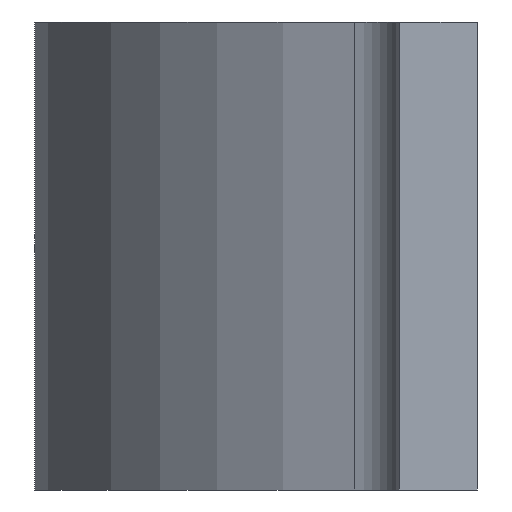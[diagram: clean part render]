
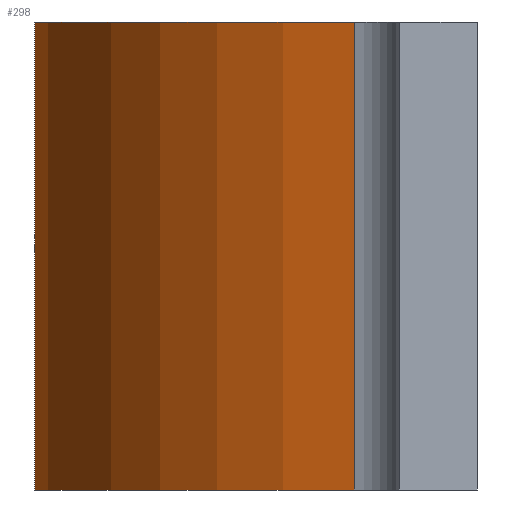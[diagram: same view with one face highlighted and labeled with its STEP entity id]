
A CAD part, left-side view. The second image highlights one B-rep face of the part: STEP entity #298.
In plain terms, the highlighted cylindrical face has radius 28.5 mm (diameter 57 mm), a partial arc.
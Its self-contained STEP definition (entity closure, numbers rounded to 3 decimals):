
#231=CARTESIAN_POINT('',(-27.385,7.892,30.));
#232=VERTEX_POINT('',#231);
#248=CARTESIAN_POINT('',(-27.385,7.892,0.));
#249=VERTEX_POINT('',#248);
#257=CARTESIAN_POINT('',(-27.385,7.892,30.));
#258=DIRECTION('',(0.,0.,-1.));
#259=VECTOR('',#258,30.);
#260=LINE('',#257,#259);
#261=EDGE_CURVE('',#232,#249,#260,.T.);
#266=CARTESIAN_POINT('',(0.,0.,0.));
#267=DIRECTION('',(0.961,0.277,0.));
#268=DIRECTION('',(0.,0.,1.));
#269=AXIS2_PLACEMENT_3D('',#266,#268,#267);
#270=CYLINDRICAL_SURFACE('',#269,28.5);
#271=ORIENTED_EDGE('',*,*,#261,.F.);
#272=CARTESIAN_POINT('',(27.385,7.892,30.));
#273=VERTEX_POINT('',#272);
#274=CARTESIAN_POINT('',(0.,0.,30.));
#275=DIRECTION('',(-0.961,0.277,0.));
#276=DIRECTION('',(0.,0.,-1.));
#277=AXIS2_PLACEMENT_3D('',#274,#276,#275);
#278=CIRCLE('',#277,28.5);
#279=EDGE_CURVE('',#232,#273,#278,.T.);
#280=ORIENTED_EDGE('E25',*,*,#279,.T.);
#281=CARTESIAN_POINT('',(27.385,7.892,0.));
#282=VERTEX_POINT('',#281);
#283=CARTESIAN_POINT('',(27.385,7.892,30.));
#284=DIRECTION('',(0.,0.,-1.));
#285=VECTOR('',#284,30.);
#286=LINE('',#283,#285);
#287=EDGE_CURVE('',#273,#282,#286,.T.);
#288=ORIENTED_EDGE('E26',*,*,#287,.T.);
#289=CARTESIAN_POINT('',(0.,0.,0.));
#290=DIRECTION('',(0.961,0.277,0.));
#291=DIRECTION('',(0.,0.,1.));
#292=AXIS2_PLACEMENT_3D('',#289,#291,#290);
#293=CIRCLE('',#292,28.5);
#294=EDGE_CURVE('',#282,#249,#293,.T.);
#295=ORIENTED_EDGE('E27',*,*,#294,.T.);
#296=EDGE_LOOP('',(#271,#280,#288,#295));
#297=FACE_OUTER_BOUND('',#296,.T.);
#298=ADVANCED_FACE('F6',(#297),#270,.T.);
